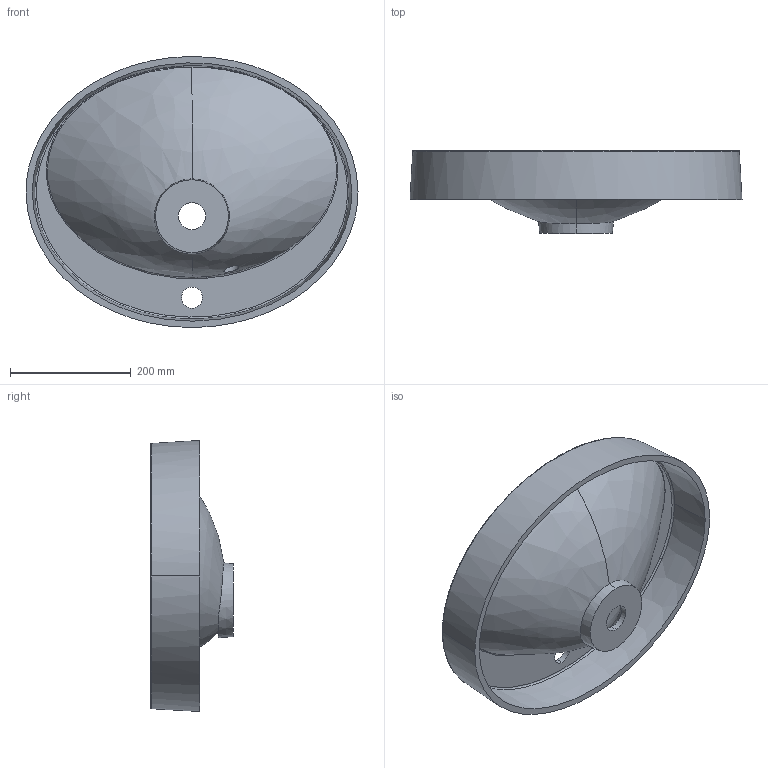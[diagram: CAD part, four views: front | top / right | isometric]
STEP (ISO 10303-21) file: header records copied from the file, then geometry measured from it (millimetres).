
FILE_DESCRIPTION (( 'STEP AP214' ), '1' );
FILE_NAME ('Devon.STEP', '2019-02-12T10:17:08', ( '' ), ( '' ), 'SwSTEP 2.0', 'SolidWorks 2018', '' );
FILE_SCHEMA (( 'AUTOMOTIVE_DESIGN' ));
Length unit declared in the file: millimetre
Products named in the file (2): Devon
Bounding box: 550.06 x 137 x 449.05 mm (x, y, z)
Volume: 3666607.1 mm3; surface area: 695491.1 mm2
Topology: 1 solids, 1 shells, 34 faces, 85 edges, 55 vertices
Faces by surface type: bspline 16, plane 6, cylinder 6, cone 4, torus 2
Entity records: 9521 total; most frequent: CARTESIAN_POINT 8769, ORIENTED_EDGE 170, DIRECTION 106, EDGE_CURVE 85, VERTEX_POINT 55, AXIS2_PLACEMENT_3D 48, B_SPLINE_CURVE_WITH_KNOTS 47, EDGE_LOOP 42
